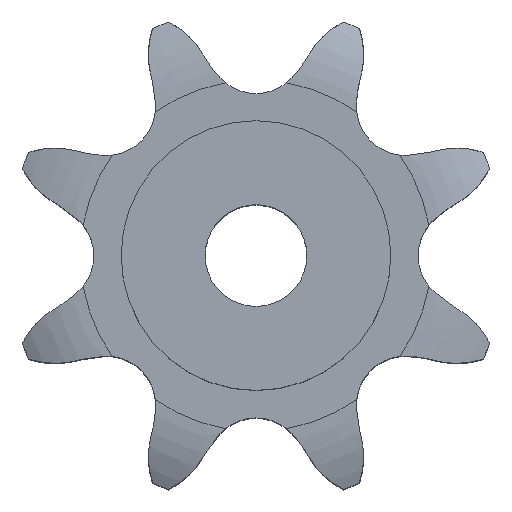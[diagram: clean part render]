
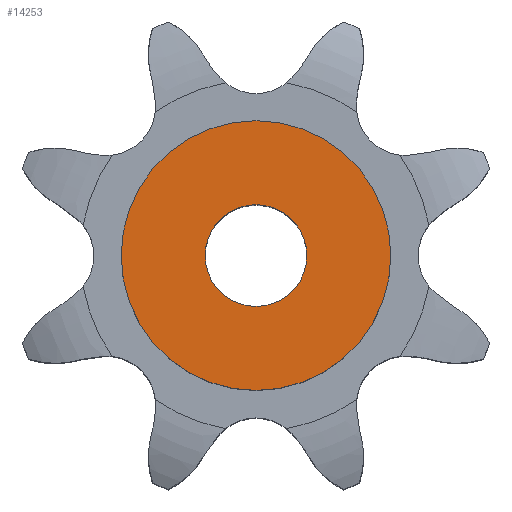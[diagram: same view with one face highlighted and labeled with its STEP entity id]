
A CAD part, top view. The second image highlights one B-rep face of the part: STEP entity #14253.
In plain terms, the highlighted planar face has unit normal (0, 0, 1).
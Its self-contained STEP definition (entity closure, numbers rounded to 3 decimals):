
#7822 = CYLINDRICAL_SURFACE('',#7823,10.);
#7823 = AXIS2_PLACEMENT_3D('',#7824,#7825,#7826);
#7824 = CARTESIAN_POINT('',(0.,0.,189.985));
#7825 = DIRECTION('',(0.,0.,1.));
#7826 = DIRECTION('',(1.,0.,0.));
#9786 = EDGE_CURVE('',#9787,#9787,#9789,.T.);
#9787 = VERTEX_POINT('',#9788);
#9788 = CARTESIAN_POINT('',(10.,0.,75.));
#9789 = SURFACE_CURVE('',#9790,(#9795,#9802),.PCURVE_S1.);
#9790 = CIRCLE('',#9791,10.);
#9791 = AXIS2_PLACEMENT_3D('',#9792,#9793,#9794);
#9792 = CARTESIAN_POINT('',(0.,0.,75.));
#9793 = DIRECTION('',(0.,0.,1.));
#9794 = DIRECTION('',(1.,0.,0.));
#9795 = PCURVE('',#7822,#9796);
#9796 = DEFINITIONAL_REPRESENTATION('',(#9797),#9801);
#9797 = LINE('',#9798,#9799);
#9798 = CARTESIAN_POINT('',(0.,-114.985));
#9799 = VECTOR('',#9800,1.);
#9800 = DIRECTION('',(1.,0.));
#9801 = ( GEOMETRIC_REPRESENTATION_CONTEXT(2) 
PARAMETRIC_REPRESENTATION_CONTEXT() REPRESENTATION_CONTEXT('2D SPACE',''
  ) );
#9802 = PCURVE('',#9803,#9808);
#9803 = PLANE('',#9804);
#9804 = AXIS2_PLACEMENT_3D('',#9805,#9806,#9807);
#9805 = CARTESIAN_POINT('',(0.,0.,75.)
  );
#9806 = DIRECTION('',(0.,0.,1.));
#9807 = DIRECTION('',(1.,0.,0.));
#9808 = DEFINITIONAL_REPRESENTATION('',(#9809),#9813);
#9809 = CIRCLE('',#9810,10.);
#9810 = AXIS2_PLACEMENT_2D('',#9811,#9812);
#9811 = CARTESIAN_POINT('',(0.,0.));
#9812 = DIRECTION('',(1.,0.));
#9813 = ( GEOMETRIC_REPRESENTATION_CONTEXT(2) 
PARAMETRIC_REPRESENTATION_CONTEXT() REPRESENTATION_CONTEXT('2D SPACE',''
  ) );
#14253 = ADVANCED_FACE('',(#14254,#14285),#9803,.T.);
#14254 = FACE_BOUND('',#14255,.T.);
#14255 = EDGE_LOOP('',(#14256));
#14256 = ORIENTED_EDGE('',*,*,#14257,.T.);
#14257 = EDGE_CURVE('',#14258,#14258,#14260,.T.);
#14258 = VERTEX_POINT('',#14259);
#14259 = CARTESIAN_POINT('',(26.5,0.,75.));
#14260 = SURFACE_CURVE('',#14261,(#14266,#14273),.PCURVE_S1.);
#14261 = CIRCLE('',#14262,26.5);
#14262 = AXIS2_PLACEMENT_3D('',#14263,#14264,#14265);
#14263 = CARTESIAN_POINT('',(0.,0.,75.));
#14264 = DIRECTION('',(0.,0.,1.));
#14265 = DIRECTION('',(1.,0.,0.));
#14266 = PCURVE('',#9803,#14267);
#14267 = DEFINITIONAL_REPRESENTATION('',(#14268),#14272);
#14268 = CIRCLE('',#14269,26.5);
#14269 = AXIS2_PLACEMENT_2D('',#14270,#14271);
#14270 = CARTESIAN_POINT('',(0.,0.));
#14271 = DIRECTION('',(1.,0.));
#14272 = ( GEOMETRIC_REPRESENTATION_CONTEXT(2) 
PARAMETRIC_REPRESENTATION_CONTEXT() REPRESENTATION_CONTEXT('2D SPACE',''
  ) );
#14273 = PCURVE('',#14274,#14279);
#14274 = CYLINDRICAL_SURFACE('',#14275,26.5);
#14275 = AXIS2_PLACEMENT_3D('',#14276,#14277,#14278);
#14276 = CARTESIAN_POINT('',(0.,0.,0.));
#14277 = DIRECTION('',(-0.,-0.,-1.));
#14278 = DIRECTION('',(1.,0.,0.));
#14279 = DEFINITIONAL_REPRESENTATION('',(#14280),#14284);
#14280 = LINE('',#14281,#14282);
#14281 = CARTESIAN_POINT('',(-0.,-75.));
#14282 = VECTOR('',#14283,1.);
#14283 = DIRECTION('',(-1.,0.));
#14284 = ( GEOMETRIC_REPRESENTATION_CONTEXT(2) 
PARAMETRIC_REPRESENTATION_CONTEXT() REPRESENTATION_CONTEXT('2D SPACE',''
  ) );
#14285 = FACE_BOUND('',#14286,.T.);
#14286 = EDGE_LOOP('',(#14287));
#14287 = ORIENTED_EDGE('',*,*,#9786,.F.);
